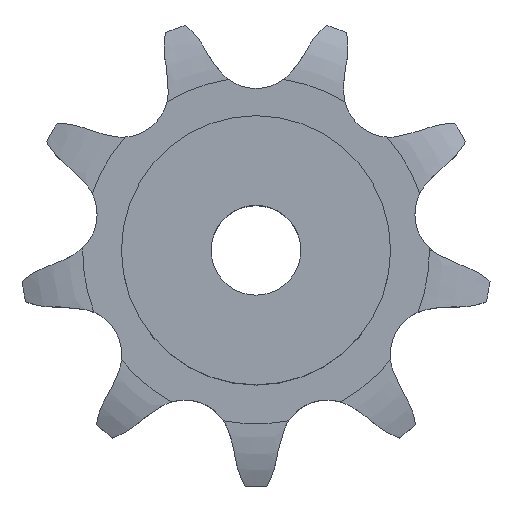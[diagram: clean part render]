
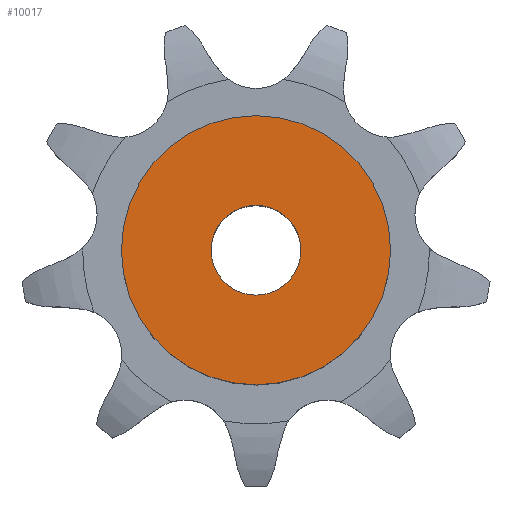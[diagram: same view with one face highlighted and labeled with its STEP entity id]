
A CAD part, top view. The second image highlights one B-rep face of the part: STEP entity #10017.
In plain terms, the highlighted planar face has unit normal (0, 0, 1).
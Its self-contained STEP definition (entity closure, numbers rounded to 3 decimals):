
#1827 = CYLINDRICAL_SURFACE('',#1828,15.);
#1828 = AXIS2_PLACEMENT_3D('',#1829,#1830,#1831);
#1829 = CARTESIAN_POINT('',(0.,0.,0.));
#1830 = DIRECTION('',(-0.,-0.,-1.));
#1831 = DIRECTION('',(1.,0.,0.));
#6637 = VERTEX_POINT('',#6638);
#6638 = CARTESIAN_POINT('',(15.,0.,25.));
#6659 = EDGE_CURVE('',#6637,#6637,#6660,.T.);
#6660 = SURFACE_CURVE('',#6661,(#6666,#6673),.PCURVE_S1.);
#6661 = CIRCLE('',#6662,15.);
#6662 = AXIS2_PLACEMENT_3D('',#6663,#6664,#6665);
#6663 = CARTESIAN_POINT('',(0.,0.,25.));
#6664 = DIRECTION('',(0.,0.,1.));
#6665 = DIRECTION('',(1.,0.,0.));
#6666 = PCURVE('',#1827,#6667);
#6667 = DEFINITIONAL_REPRESENTATION('',(#6668),#6672);
#6668 = LINE('',#6669,#6670);
#6669 = CARTESIAN_POINT('',(-0.,-25.));
#6670 = VECTOR('',#6671,1.);
#6671 = DIRECTION('',(-1.,0.));
#6672 = ( GEOMETRIC_REPRESENTATION_CONTEXT(2) 
PARAMETRIC_REPRESENTATION_CONTEXT() REPRESENTATION_CONTEXT('2D SPACE',''
  ) );
#6673 = PCURVE('',#6674,#6679);
#6674 = PLANE('',#6675);
#6675 = AXIS2_PLACEMENT_3D('',#6676,#6677,#6678);
#6676 = CARTESIAN_POINT('',(0.,0.,25.));
#6677 = DIRECTION('',(0.,0.,1.));
#6678 = DIRECTION('',(1.,0.,0.));
#6679 = DEFINITIONAL_REPRESENTATION('',(#6680),#6684);
#6680 = CIRCLE('',#6681,15.);
#6681 = AXIS2_PLACEMENT_2D('',#6682,#6683);
#6682 = CARTESIAN_POINT('',(0.,0.));
#6683 = DIRECTION('',(1.,0.));
#6684 = ( GEOMETRIC_REPRESENTATION_CONTEXT(2) 
PARAMETRIC_REPRESENTATION_CONTEXT() REPRESENTATION_CONTEXT('2D SPACE',''
  ) );
#8654 = CYLINDRICAL_SURFACE('',#8655,5.);
#8655 = AXIS2_PLACEMENT_3D('',#8656,#8657,#8658);
#8656 = CARTESIAN_POINT('',(0.,0.,92.46));
#8657 = DIRECTION('',(0.,0.,1.));
#8658 = DIRECTION('',(1.,0.,0.));
#10017 = ADVANCED_FACE('',(#10018,#10021),#6674,.T.);
#10018 = FACE_BOUND('',#10019,.T.);
#10019 = EDGE_LOOP('',(#10020));
#10020 = ORIENTED_EDGE('',*,*,#6659,.T.);
#10021 = FACE_BOUND('',#10022,.T.);
#10022 = EDGE_LOOP('',(#10023));
#10023 = ORIENTED_EDGE('',*,*,#10024,.F.);
#10024 = EDGE_CURVE('',#10025,#10025,#10027,.T.);
#10025 = VERTEX_POINT('',#10026);
#10026 = CARTESIAN_POINT('',(5.,0.,25.));
#10027 = SURFACE_CURVE('',#10028,(#10033,#10040),.PCURVE_S1.);
#10028 = CIRCLE('',#10029,5.);
#10029 = AXIS2_PLACEMENT_3D('',#10030,#10031,#10032);
#10030 = CARTESIAN_POINT('',(0.,0.,25.));
#10031 = DIRECTION('',(0.,0.,1.));
#10032 = DIRECTION('',(1.,0.,0.));
#10033 = PCURVE('',#6674,#10034);
#10034 = DEFINITIONAL_REPRESENTATION('',(#10035),#10039);
#10035 = CIRCLE('',#10036,5.);
#10036 = AXIS2_PLACEMENT_2D('',#10037,#10038);
#10037 = CARTESIAN_POINT('',(0.,0.));
#10038 = DIRECTION('',(1.,0.));
#10039 = ( GEOMETRIC_REPRESENTATION_CONTEXT(2) 
PARAMETRIC_REPRESENTATION_CONTEXT() REPRESENTATION_CONTEXT('2D SPACE',''
  ) );
#10040 = PCURVE('',#8654,#10041);
#10041 = DEFINITIONAL_REPRESENTATION('',(#10042),#10046);
#10042 = LINE('',#10043,#10044);
#10043 = CARTESIAN_POINT('',(0.,-67.46));
#10044 = VECTOR('',#10045,1.);
#10045 = DIRECTION('',(1.,0.));
#10046 = ( GEOMETRIC_REPRESENTATION_CONTEXT(2) 
PARAMETRIC_REPRESENTATION_CONTEXT() REPRESENTATION_CONTEXT('2D SPACE',''
  ) );
